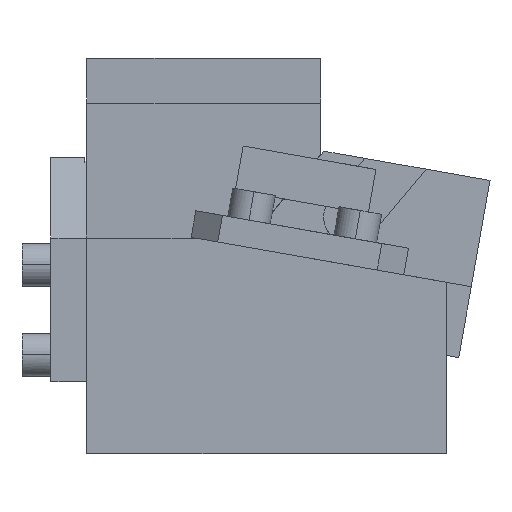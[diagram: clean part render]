
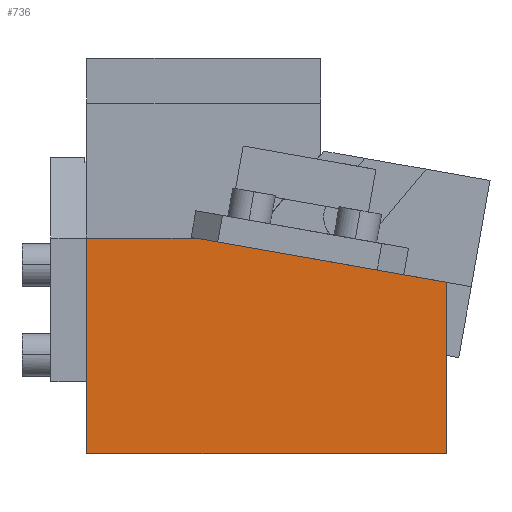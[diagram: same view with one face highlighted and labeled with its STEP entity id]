
A CAD part, front view. The second image highlights one B-rep face of the part: STEP entity #736.
In plain terms, the highlighted planar face has unit normal (0, -1, 0).
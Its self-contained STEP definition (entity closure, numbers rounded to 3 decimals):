
#248=CARTESIAN_POINT('Control Point',(60.212,0.,120.)) ;
#249=CARTESIAN_POINT('Control Point',(48.17,0.,120.)) ;
#250=CARTESIAN_POINT('Control Point',(36.127,0.,120.)) ;
#251=CARTESIAN_POINT('Control Point',(24.085,0.,120.)) ;
#252=CARTESIAN_POINT('Control Point',(12.042,0.,120.)) ;
#253=CARTESIAN_POINT('Control Point',(0.,0.,120.)) ;
#254=CARTESIAN_POINT('Vertex',(60.212,0.,120.)) ;
#256=CARTESIAN_POINT('Vertex',(0.,0.,120.)) ;
#591=CARTESIAN_POINT('Control Point',(0.,0.,120.)) ;
#592=CARTESIAN_POINT('Control Point',(0.,0.,96.)) ;
#593=CARTESIAN_POINT('Control Point',(0.,0.,72.)) ;
#594=CARTESIAN_POINT('Control Point',(0.,0.,48.)) ;
#595=CARTESIAN_POINT('Control Point',(0.,0.,24.)) ;
#596=CARTESIAN_POINT('Control Point',(0.,0.,0.)) ;
#597=CARTESIAN_POINT('Vertex',(0.,0.,0.)) ;
#705=CARTESIAN_POINT('Axis2P3D Location',(0.,0.,0.)) ;
#710=CARTESIAN_POINT('Line Origine',(100.,0.,0.)) ;
#714=CARTESIAN_POINT('Vertex',(200.,0.,0.)) ;
#717=CARTESIAN_POINT('Line Origine',(200.,0.,47.676)) ;
#721=CARTESIAN_POINT('Vertex',(200.,0.,95.352)) ;
#724=CARTESIAN_POINT('Line Origine',(130.106,0.,107.676)) ;
#706=DIRECTION('Axis2P3D Direction',(0.,-1.,0.)) ;
#707=DIRECTION('Axis2P3D XDirection',(1.,0.,0.)) ;
#711=DIRECTION('Vector Direction',(1.,0.,0.)) ;
#718=DIRECTION('Vector Direction',(0.,0.,1.)) ;
#725=DIRECTION('Vector Direction',(0.985,0.,-0.174)) ;
#708=AXIS2_PLACEMENT_3D('Plane Axis2P3D',#705,#706,#707) ;
#730=ORIENTED_EDGE('',*,*,#258,.T.) ;
#731=ORIENTED_EDGE('',*,*,#599,.T.) ;
#732=ORIENTED_EDGE('',*,*,#716,.T.) ;
#733=ORIENTED_EDGE('',*,*,#723,.T.) ;
#734=ORIENTED_EDGE('',*,*,#728,.F.) ;
#712=VECTOR('Line Direction',#711,1.) ;
#719=VECTOR('Line Direction',#718,1.) ;
#726=VECTOR('Line Direction',#725,1.) ;
#736=ADVANCED_FACE('CAM HOLDER',(#735),#709,.T.) ;
#247=B_SPLINE_CURVE_WITH_KNOTS('',5,(#248,#249,#250,#251,#252,#253),.UNSPECIFIED.,.F.,.U.,(6,6),(0.,60.212),.UNSPECIFIED.) ;
#590=B_SPLINE_CURVE_WITH_KNOTS('',5,(#591,#592,#593,#594,#595,#596),.UNSPECIFIED.,.F.,.U.,(6,6),(0.,120.),.UNSPECIFIED.) ;
#258=EDGE_CURVE('',#255,#257,#247,.T.) ;
#599=EDGE_CURVE('',#257,#598,#590,.T.) ;
#716=EDGE_CURVE('',#598,#715,#713,.T.) ;
#723=EDGE_CURVE('',#715,#722,#720,.T.) ;
#728=EDGE_CURVE('',#255,#722,#727,.T.) ;
#729=EDGE_LOOP('',(#730,#731,#732,#733,#734)) ;
#735=FACE_OUTER_BOUND('',#729,.T.) ;
#713=LINE('Line',#710,#712) ;
#720=LINE('Line',#717,#719) ;
#727=LINE('Line',#724,#726) ;
#709=PLANE('Plane',#708) ;
#255=VERTEX_POINT('',#254) ;
#257=VERTEX_POINT('',#256) ;
#598=VERTEX_POINT('',#597) ;
#715=VERTEX_POINT('',#714) ;
#722=VERTEX_POINT('',#721) ;
